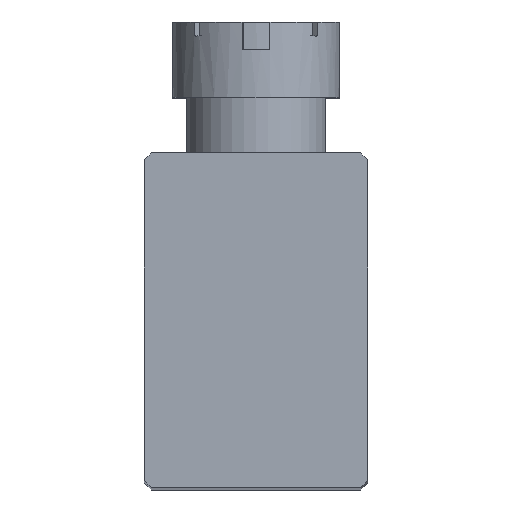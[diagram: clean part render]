
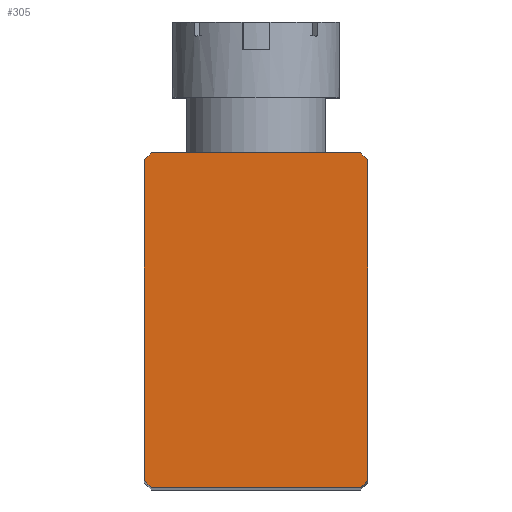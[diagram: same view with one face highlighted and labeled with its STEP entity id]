
A CAD part, top view. The second image highlights one B-rep face of the part: STEP entity #305.
In plain terms, the highlighted planar face has unit normal (0, 0, 1).
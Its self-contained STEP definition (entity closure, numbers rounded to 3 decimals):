
#30 = LINE ( 'NONE', #1332, #2516 ) ;
#41 = VECTOR ( 'NONE', #1543, 1000. ) ;
#42 = LINE ( 'NONE', #3034, #970 ) ;
#46 = LINE ( 'NONE', #534, #41 ) ;
#149 = ORIENTED_EDGE ( 'NONE', *, *, #1615, .T. ) ;
#158 = ORIENTED_EDGE ( 'NONE', *, *, #1734, .T. ) ;
#220 = EDGE_LOOP ( 'NONE', ( #149, #158, #399, #271, #433, #302, #740, #696 ) ) ;
#230 = DIRECTION ( 'NONE',  ( 1., 0., 0. ) ) ;
#269 = CARTESIAN_POINT ( 'NONE',  ( 5.875, 3.875, 24.5 ) ) ;
#271 = ORIENTED_EDGE ( 'NONE', *, *, #1741, .T. ) ;
#302 = ORIENTED_EDGE ( 'NONE', *, *, #1743, .T. ) ;
#305 = ADVANCED_FACE ( 'NONE', ( #1012 ), #2467, .T. ) ;
#399 = ORIENTED_EDGE ( 'NONE', *, *, #1688, .T. ) ;
#433 = ORIENTED_EDGE ( 'NONE', *, *, #1656, .T. ) ;
#534 = CARTESIAN_POINT ( 'NONE',  ( -4., 6., 24.5 ) ) ;
#538 = CARTESIAN_POINT ( 'NONE',  ( 4., 5.75, 24.5 ) ) ;
#660 = DIRECTION ( 'NONE',  ( -0.707, -0.707, 0. ) ) ;
#696 = ORIENTED_EDGE ( 'NONE', *, *, #1756, .T. ) ;
#740 = ORIENTED_EDGE ( 'NONE', *, *, #1517, .T. ) ;
#873 = CARTESIAN_POINT ( 'NONE',  ( 3.75, 6., 24.5 ) ) ;
#939 = CARTESIAN_POINT ( 'NONE',  ( -3.75, -6., 24.5 ) ) ;
#968 = LINE ( 'NONE', #269, #2375 ) ;
#970 = VECTOR ( 'NONE', #1616, 1000. ) ;
#981 = VECTOR ( 'NONE', #660, 1000. ) ;
#1012 = FACE_OUTER_BOUND ( 'NONE', #220, .T. ) ;
#1332 = CARTESIAN_POINT ( 'NONE',  ( -3.875, -5.875, 24.5 ) ) ;
#1502 = VERTEX_POINT ( 'NONE', #2248 ) ;
#1517 = EDGE_CURVE ( 'NONE', #1918, #3536, #46, .T. ) ;
#1543 = DIRECTION ( 'NONE',  ( -1., 0., 0. ) ) ;
#1615 = EDGE_CURVE ( 'NONE', #3020, #2992, #2518, .T. ) ;
#1616 = DIRECTION ( 'NONE',  ( 0.707, 0.707, 0. ) ) ;
#1622 = VERTEX_POINT ( 'NONE', #939 ) ;
#1656 = EDGE_CURVE ( 'NONE', #1502, #3061, #2077, .T. ) ;
#1688 = EDGE_CURVE ( 'NONE', #1622, #1855, #2994, .T. ) ;
#1734 = EDGE_CURVE ( 'NONE', #2992, #1622, #30, .T. ) ;
#1741 = EDGE_CURVE ( 'NONE', #1855, #1502, #42, .T. ) ;
#1743 = EDGE_CURVE ( 'NONE', #3061, #1918, #968, .T. ) ;
#1756 = EDGE_CURVE ( 'NONE', #3536, #3020, #2495, .T. ) ;
#1855 = VERTEX_POINT ( 'NONE', #2575 ) ;
#1906 = DIRECTION ( 'NONE',  ( 0.707, -0.707, 0. ) ) ;
#1918 = VERTEX_POINT ( 'NONE', #873 ) ;
#2077 = LINE ( 'NONE', #3498, #3001 ) ;
#2106 = CARTESIAN_POINT ( 'NONE',  ( -4., -6., 24.5 ) ) ;
#2247 = DIRECTION ( 'NONE',  ( 0., 0., 1. ) ) ;
#2248 = CARTESIAN_POINT ( 'NONE',  ( 4., -5.75, 24.5 ) ) ;
#2258 = DIRECTION ( 'NONE',  ( 1., 0., 0. ) ) ;
#2280 = CARTESIAN_POINT ( 'NONE',  ( -4., -6., 24.5 ) ) ;
#2283 = CARTESIAN_POINT ( 'NONE',  ( -3.75, 6., 24.5 ) ) ;
#2375 = VECTOR ( 'NONE', #2572, 1000. ) ;
#2467 = PLANE ( 'NONE',  #3508 ) ;
#2495 = LINE ( 'NONE', #2796, #981 ) ;
#2516 = VECTOR ( 'NONE', #1906, 1000. ) ;
#2518 = LINE ( 'NONE', #3016, #3065 ) ;
#2552 = DIRECTION ( 'NONE',  ( 0., -1., 0. ) ) ;
#2572 = DIRECTION ( 'NONE',  ( -0.707, 0.707, 0. ) ) ;
#2575 = CARTESIAN_POINT ( 'NONE',  ( 3.75, -6., 24.5 ) ) ;
#2720 = CARTESIAN_POINT ( 'NONE',  ( -4., -5.75, 24.5 ) ) ;
#2796 = CARTESIAN_POINT ( 'NONE',  ( -9.875, -0.125, 24.5 ) ) ;
#2831 = VECTOR ( 'NONE', #230, 1000. ) ;
#2960 = CARTESIAN_POINT ( 'NONE',  ( -4., 5.75, 24.5 ) ) ;
#2992 = VERTEX_POINT ( 'NONE', #2720 ) ;
#2994 = LINE ( 'NONE', #2106, #2831 ) ;
#3001 = VECTOR ( 'NONE', #3220, 1000. ) ;
#3016 = CARTESIAN_POINT ( 'NONE',  ( -4., 6., 24.5 ) ) ;
#3020 = VERTEX_POINT ( 'NONE', #2960 ) ;
#3034 = CARTESIAN_POINT ( 'NONE',  ( -0.125, -9.875, 24.5 ) ) ;
#3061 = VERTEX_POINT ( 'NONE', #538 ) ;
#3065 = VECTOR ( 'NONE', #2552, 1000. ) ;
#3220 = DIRECTION ( 'NONE',  ( 0., 1., 0. ) ) ;
#3498 = CARTESIAN_POINT ( 'NONE',  ( 4., 6., 24.5 ) ) ;
#3508 = AXIS2_PLACEMENT_3D ( 'NONE', #2280, #2247, #2258 ) ;
#3536 = VERTEX_POINT ( 'NONE', #2283 ) ;
